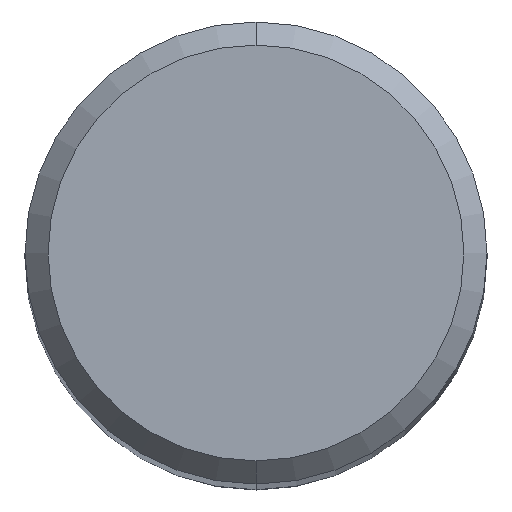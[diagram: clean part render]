
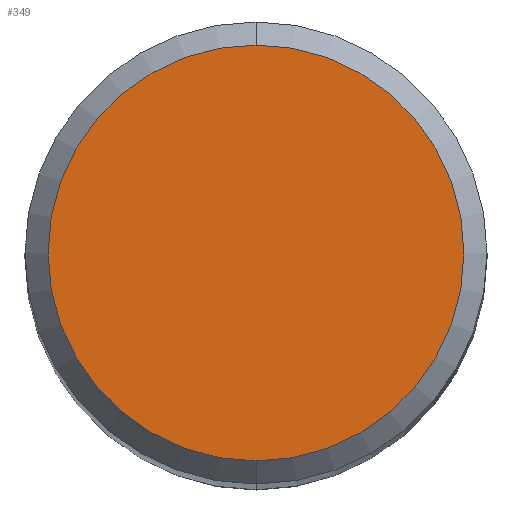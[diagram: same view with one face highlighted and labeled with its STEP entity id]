
A CAD part, top view. The second image highlights one B-rep face of the part: STEP entity #349.
In plain terms, the highlighted planar face has unit normal (0, 0, 1).
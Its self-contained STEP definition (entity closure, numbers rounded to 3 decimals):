
#221=VERTEX_POINT('',#530);
#307=VERTEX_POINT('',#623);
#349=ADVANCED_FACE('',(#673),#674,.T.);
#431=EDGE_CURVE('',#221,#307,#762,.T.);
#443=EDGE_CURVE('',#307,#221,#775,.T.);
#530=CARTESIAN_POINT('',(0.,-3.6,0.0));
#623=CARTESIAN_POINT('',(0.0,3.6,0.0));
#673=FACE_OUTER_BOUND('',#1134,.T.);
#674=PLANE('',#1135);
#762=CIRCLE('',#1376,3.6);
#775=CIRCLE('',#1399,3.6);
#1134=EDGE_LOOP('',(#1658,#1659));
#1135=AXIS2_PLACEMENT_3D('',#1660,#1661,#1662);
#1376=AXIS2_PLACEMENT_3D('',#1753,#1754,#1755);
#1399=AXIS2_PLACEMENT_3D('',#1769,#1770,#1771);
#1658=ORIENTED_EDGE('',*,*,#443,.F.);
#1659=ORIENTED_EDGE('',*,*,#431,.F.);
#1660=CARTESIAN_POINT('',(0.0,1.8,0.0));
#1661=DIRECTION('',(-0.0,0.0,1.0));
#1662=DIRECTION('',(0.0,-1.0,0.0));
#1753=CARTESIAN_POINT('',(0.0,0.0,0.0));
#1754=DIRECTION('',(0.0,0.0,-1.0));
#1755=DIRECTION('',(0.0,1.0,0.0));
#1769=CARTESIAN_POINT('',(0.0,0.0,0.0));
#1770=DIRECTION('',(0.0,0.0,-1.0));
#1771=DIRECTION('',(0.0,1.0,0.0));
